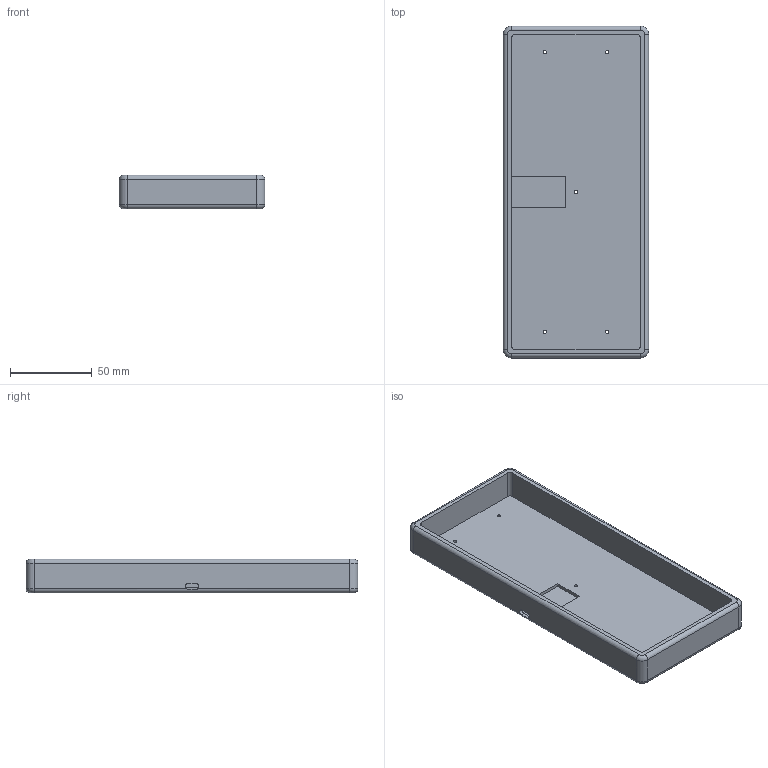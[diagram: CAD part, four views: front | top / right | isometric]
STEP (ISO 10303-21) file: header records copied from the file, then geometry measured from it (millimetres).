
FILE_DESCRIPTION(('HOOPS Exchange Step'),'2;1');
FILE_NAME('temp_export','2023-04-10T17:25:30-04:00',('mobile'),('Shapr3D Limited'),'HOOPS Exchange 2022.2','Shapr3D','Authorized');
FILE_SCHEMA( ('AUTOMOTIVE_DESIGN { 1 0 10303 214 1 1 1 1 }') );
Length unit declared in the file: millimetre
Products named in the file (1): root
Bounding box: 88.85 x 202.85 x 20.6 mm (x, y, z)
Volume: 99904.5 mm3; surface area: 56552.1 mm2
Topology: 1 solids, 1 shells, 62 faces, 154 edges, 99 vertices
Faces by surface type: cylinder 30, plane 24, torus 8
Full cylindrical faces by diameter (mm): 2 x5, 3.6 x5
Entity records: 1925 total; most frequent: DIRECTION 351, CARTESIAN_POINT 334, ORIENTED_EDGE 308, EDGE_CURVE 154, AXIS2_PLACEMENT_3D 136, VERTEX_POINT 99, VECTOR 79, LINE 79
